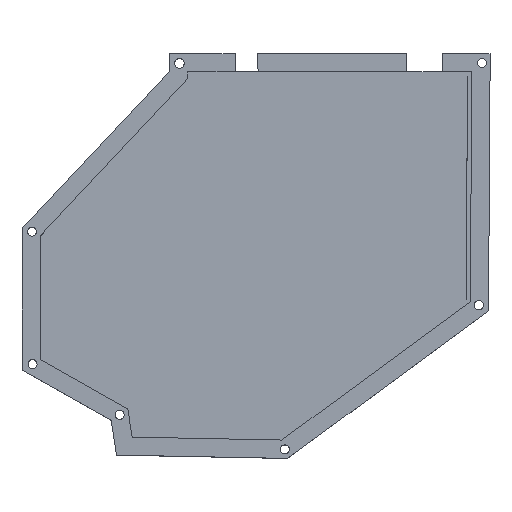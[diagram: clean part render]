
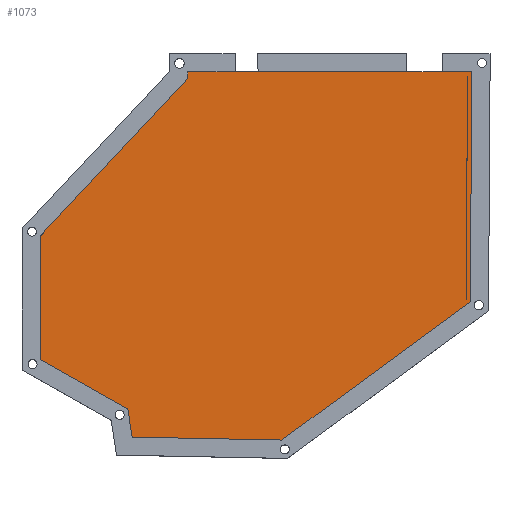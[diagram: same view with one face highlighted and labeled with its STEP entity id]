
A CAD part, top view. The second image highlights one B-rep face of the part: STEP entity #1073.
In plain terms, the highlighted planar face has unit normal (0, 0, 1).
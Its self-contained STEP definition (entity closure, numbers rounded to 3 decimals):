
#79=FACE_BOUND('',#218,.T.);
#137=FACE_OUTER_BOUND('',#217,.T.);
#217=EDGE_LOOP('',(#955,#956,#957,#958,#959,#960,#961,#962,#963,#964,#965,
#966,#967,#968));
#218=EDGE_LOOP('',(#969,#970,#971));
#221=LINE('',#1459,#336);
#243=LINE('',#1518,#358);
#257=LINE('',#1596,#372);
#261=LINE('',#1604,#376);
#264=LINE('',#1610,#379);
#267=LINE('',#1616,#382);
#270=LINE('',#1622,#385);
#273=LINE('',#1628,#388);
#276=LINE('',#1634,#391);
#279=LINE('',#1640,#394);
#282=LINE('',#1646,#397);
#285=LINE('',#1652,#400);
#288=LINE('',#1658,#403);
#304=LINE('',#1690,#419);
#306=LINE('',#1693,#421);
#314=LINE('',#1709,#429);
#330=LINE('',#1739,#445);
#336=VECTOR('',#1168,10.);
#358=VECTOR('',#1208,10.);
#372=VECTOR('',#1296,10.);
#376=VECTOR('',#1302,10.);
#379=VECTOR('',#1307,10.);
#382=VECTOR('',#1312,10.);
#385=VECTOR('',#1317,10.);
#388=VECTOR('',#1322,10.);
#391=VECTOR('',#1327,10.);
#394=VECTOR('',#1332,10.);
#397=VECTOR('',#1337,10.);
#400=VECTOR('',#1342,10.);
#403=VECTOR('',#1347,10.);
#419=VECTOR('',#1367,10.);
#421=VECTOR('',#1371,10.);
#429=VECTOR('',#1395,10.);
#445=VECTOR('',#1439,10.);
#451=VERTEX_POINT('',#1456);
#452=VERTEX_POINT('',#1458);
#479=VERTEX_POINT('',#1516);
#480=VERTEX_POINT('',#1517);
#506=VERTEX_POINT('',#1594);
#507=VERTEX_POINT('',#1595);
#510=VERTEX_POINT('',#1603);
#512=VERTEX_POINT('',#1609);
#514=VERTEX_POINT('',#1615);
#516=VERTEX_POINT('',#1621);
#518=VERTEX_POINT('',#1627);
#520=VERTEX_POINT('',#1633);
#522=VERTEX_POINT('',#1639);
#524=VERTEX_POINT('',#1645);
#526=VERTEX_POINT('',#1651);
#528=VERTEX_POINT('',#1657);
#542=VERTEX_POINT('',#1689);
#545=EDGE_CURVE('',#452,#451,#221,.T.);
#574=EDGE_CURVE('',#479,#480,#243,.T.);
#609=EDGE_CURVE('',#506,#507,#257,.T.);
#613=EDGE_CURVE('',#507,#510,#261,.T.);
#616=EDGE_CURVE('',#510,#512,#264,.T.);
#619=EDGE_CURVE('',#512,#514,#267,.T.);
#622=EDGE_CURVE('',#514,#516,#270,.T.);
#625=EDGE_CURVE('',#516,#518,#273,.T.);
#628=EDGE_CURVE('',#518,#520,#276,.T.);
#631=EDGE_CURVE('',#520,#522,#279,.T.);
#634=EDGE_CURVE('',#522,#524,#282,.T.);
#637=EDGE_CURVE('',#524,#526,#285,.T.);
#640=EDGE_CURVE('',#526,#528,#288,.T.);
#656=EDGE_CURVE('',#451,#542,#304,.T.);
#658=EDGE_CURVE('',#542,#452,#306,.T.);
#666=EDGE_CURVE('',#480,#506,#314,.T.);
#682=EDGE_CURVE('',#528,#479,#330,.T.);
#955=ORIENTED_EDGE('',*,*,#574,.T.);
#956=ORIENTED_EDGE('',*,*,#666,.T.);
#957=ORIENTED_EDGE('',*,*,#609,.T.);
#958=ORIENTED_EDGE('',*,*,#613,.T.);
#959=ORIENTED_EDGE('',*,*,#616,.T.);
#960=ORIENTED_EDGE('',*,*,#619,.T.);
#961=ORIENTED_EDGE('',*,*,#622,.T.);
#962=ORIENTED_EDGE('',*,*,#625,.T.);
#963=ORIENTED_EDGE('',*,*,#628,.T.);
#964=ORIENTED_EDGE('',*,*,#631,.T.);
#965=ORIENTED_EDGE('',*,*,#634,.T.);
#966=ORIENTED_EDGE('',*,*,#637,.T.);
#967=ORIENTED_EDGE('',*,*,#640,.T.);
#968=ORIENTED_EDGE('',*,*,#682,.T.);
#969=ORIENTED_EDGE('',*,*,#656,.T.);
#970=ORIENTED_EDGE('',*,*,#658,.T.);
#971=ORIENTED_EDGE('',*,*,#545,.T.);
#1015=PLANE('',#1161);
#1073=ADVANCED_FACE('',(#137,#79),#1015,.T.);
#1161=AXIS2_PLACEMENT_3D('',#1746,#1449,#1450);
#1168=DIRECTION('',(0.006,1.,0.));
#1208=DIRECTION('',(-1.,0.,0.));
#1296=DIRECTION('',(-1.,0.,0.));
#1302=DIRECTION('',(0.,-1.,0.));
#1307=DIRECTION('',(-0.684,-0.73,0.));
#1312=DIRECTION('',(0.,-1.,0.));
#1317=DIRECTION('',(0.871,-0.492,0.));
#1322=DIRECTION('',(0.156,-0.988,0.));
#1327=DIRECTION('',(1.,-0.019,0.));
#1332=DIRECTION('',(0.806,0.592,0.));
#1337=DIRECTION('',(0.006,1.,0.));
#1342=DIRECTION('',(0.,1.,0.));
#1347=DIRECTION('',(-1.,0.,0.));
#1367=DIRECTION('',(0.,-1.,0.));
#1371=DIRECTION('',(-0.006,-1.,0.));
#1395=DIRECTION('',(-1.,0.,0.));
#1439=DIRECTION('',(-1.,0.,0.));
#1449=DIRECTION('center_axis',(0.,0.,1.));
#1450=DIRECTION('ref_axis',(-1.,0.,0.));
#1456=CARTESIAN_POINT('',(387.5,-30.5,1.51));
#1458=CARTESIAN_POINT('',(387.,-110.,1.51));
#1459=CARTESIAN_POINT('',(387.,-110.,1.51));
#1516=CARTESIAN_POINT('',(365.845,-29.,1.51));
#1517=CARTESIAN_POINT('',(313.,-29.,1.51));
#1518=CARTESIAN_POINT('',(312.625,-29.,1.51));
#1594=CARTESIAN_POINT('',(304.817,-29.,1.51));
#1595=CARTESIAN_POINT('',(288.,-29.,1.51));
#1596=CARTESIAN_POINT('',(300.125,-29.,1.51));
#1603=CARTESIAN_POINT('',(288.,-31.407,1.51));
#1604=CARTESIAN_POINT('',(288.,-62.966,1.51));
#1609=CARTESIAN_POINT('',(235.5,-87.407,1.51));
#1610=CARTESIAN_POINT('',(251.675,-70.154,1.51));
#1615=CARTESIAN_POINT('',(235.5,-131.376,1.51));
#1616=CARTESIAN_POINT('',(235.5,-112.951,1.51));
#1621=CARTESIAN_POINT('',(266.631,-148.95,1.51));
#1622=CARTESIAN_POINT('',(272.279,-152.138,1.51));
#1627=CARTESIAN_POINT('',(268.214,-158.975,1.51));
#1628=CARTESIAN_POINT('',(263.786,-130.926,1.51));
#1633=CARTESIAN_POINT('',(321.479,-160.01,1.51));
#1634=CARTESIAN_POINT('',(316.231,-159.908,1.51));
#1639=CARTESIAN_POINT('',(388.495,-110.763,1.51));
#1640=CARTESIAN_POINT('',(367.614,-126.107,1.51));
#1645=CARTESIAN_POINT('',(389.,-32.005,1.51));
#1646=CARTESIAN_POINT('',(388.798,-63.51,1.51));
#1651=CARTESIAN_POINT('',(389.,-29.,1.51));
#1652=CARTESIAN_POINT('',(389.,-61.763,1.51));
#1657=CARTESIAN_POINT('',(378.584,-29.,1.51));
#1658=CARTESIAN_POINT('',(345.417,-29.,1.51));
#1689=CARTESIAN_POINT('',(387.5,-32.,1.51));
#1690=CARTESIAN_POINT('',(387.5,-32.,1.51));
#1693=CARTESIAN_POINT('',(387.,-110.,1.51));
#1709=CARTESIAN_POINT('',(389.,-29.,1.51));
#1739=CARTESIAN_POINT('',(389.,-29.,1.51));
#1746=CARTESIAN_POINT('Origin',(312.25,-94.526,1.51));
